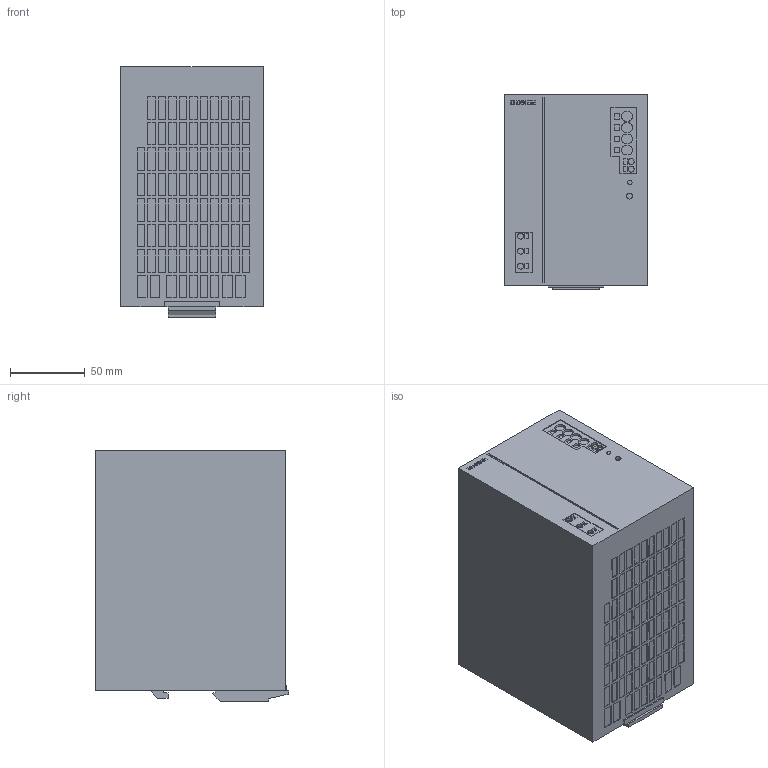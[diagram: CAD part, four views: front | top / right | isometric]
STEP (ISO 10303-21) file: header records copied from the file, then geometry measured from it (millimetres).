
FILE_DESCRIPTION (( 'STEP AP214' ), '1' );
FILE_NAME ('327818.STEP', '2021-01-07T06:38:16', ( '' ), ( '' ), 'SwSTEP 2.0', 'SolidWorks 2018', '' );
FILE_SCHEMA (( 'AUTOMOTIVE_DESIGN' ));
Length unit declared in the file: millimetre
Products named in the file (1): 327818
Bounding box: 95 x 129.3 x 167.2 mm (x, y, z)
Volume: 1935672.8 mm3; surface area: 100880.7 mm2
Topology: 1 solids, 1 shells, 1178 faces, 2908 edges, 1938 vertices
Faces by surface type: plane 1150, cylinder 28
Entity records: 34166 total; most frequent: CARTESIAN_POINT 6025, ORIENTED_EDGE 5816, DIRECTION 5322, EDGE_CURVE 2908, VECTOR 2852, LINE 2852, VERTEX_POINT 1938, EDGE_LOOP 1384
